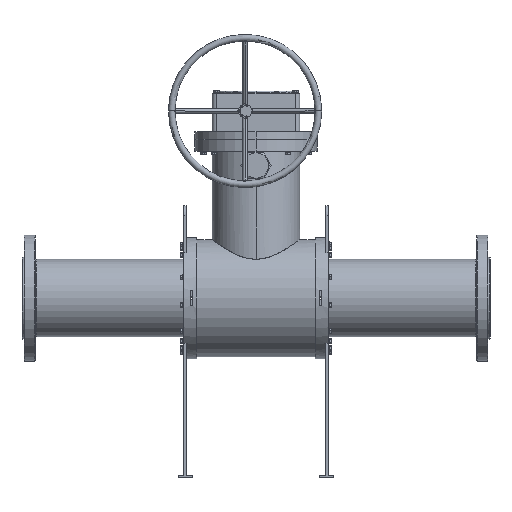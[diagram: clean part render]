
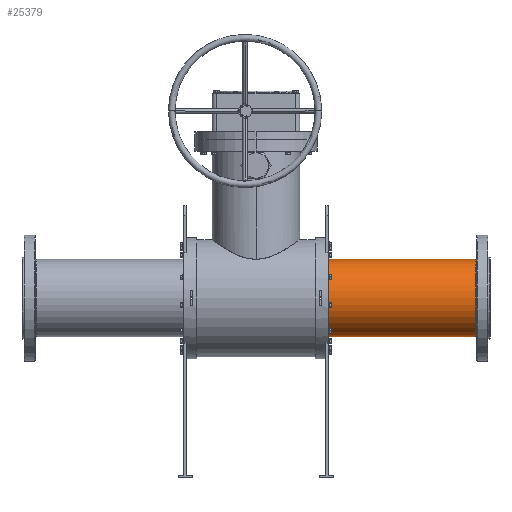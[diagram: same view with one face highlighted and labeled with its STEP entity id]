
A CAD part, top view. The second image highlights one B-rep face of the part: STEP entity #25379.
In plain terms, the highlighted cylindrical face has radius 177.5 mm (diameter 355 mm), a partial arc.
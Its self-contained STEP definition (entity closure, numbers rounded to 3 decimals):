
#262 = DIRECTION ( 'NONE',  ( -1., 0., 0. ) ) ;
#721 = VERTEX_POINT ( 'NONE', #4373 ) ;
#1620 = CARTESIAN_POINT ( 'NONE',  ( -1070., 177.5, 0. ) ) ;
#1937 = ORIENTED_EDGE ( 'NONE', *, *, #9280, .F. ) ;
#2125 = DIRECTION ( 'NONE',  ( 0., -1., 0. ) ) ;
#2770 = CARTESIAN_POINT ( 'NONE',  ( 330., 177.5, 0. ) ) ;
#3779 = VECTOR ( 'NONE', #23627, 1000. ) ;
#4373 = CARTESIAN_POINT ( 'NONE',  ( 1005., 177.5, 0. ) ) ;
#4438 = CARTESIAN_POINT ( 'NONE',  ( 1005., 0., 0. ) ) ;
#5128 = CIRCLE ( 'NONE', #20557, 177.5 ) ;
#5514 = AXIS2_PLACEMENT_3D ( 'NONE', #26211, #262, #2125 ) ;
#5774 = DIRECTION ( 'NONE',  ( 1., 0., 0. ) ) ;
#5867 = CIRCLE ( 'NONE', #27292, 177.5 ) ;
#5935 = ORIENTED_EDGE ( 'NONE', *, *, #14930, .T. ) ;
#6981 = DIRECTION ( 'NONE',  ( 0., 1., 0. ) ) ;
#7398 = EDGE_LOOP ( 'NONE', ( #24882, #24361, #5935, #1937 ) ) ;
#8014 = CARTESIAN_POINT ( 'NONE',  ( -1070., -177.5, 0. ) ) ;
#8064 = VERTEX_POINT ( 'NONE', #9034 ) ;
#9034 = CARTESIAN_POINT ( 'NONE',  ( 330., -177.5, 0. ) ) ;
#9112 = DIRECTION ( 'NONE',  ( -1., 0., 0. ) ) ;
#9280 = EDGE_CURVE ( 'NONE', #21752, #8064, #10150, .T. ) ;
#10150 = LINE ( 'NONE', #8014, #22406 ) ;
#12140 = LINE ( 'NONE', #1620, #3779 ) ;
#14024 = CARTESIAN_POINT ( 'NONE',  ( 1005., -177.5, 0. ) ) ;
#14442 = DIRECTION ( 'NONE',  ( 0., 0., -1. ) ) ;
#14493 = EDGE_CURVE ( 'NONE', #721, #27420, #12140, .T. ) ;
#14930 = EDGE_CURVE ( 'NONE', #27420, #8064, #5128, .T. ) ;
#16407 = DIRECTION ( 'NONE',  ( -1., 0., 0. ) ) ;
#17335 = FACE_OUTER_BOUND ( 'NONE', #7398, .T. ) ;
#19858 = EDGE_CURVE ( 'NONE', #21752, #721, #5867, .T. ) ;
#20557 = AXIS2_PLACEMENT_3D ( 'NONE', #25220, #5774, #14442 ) ;
#21752 = VERTEX_POINT ( 'NONE', #14024 ) ;
#22406 = VECTOR ( 'NONE', #16407, 1000. ) ;
#23627 = DIRECTION ( 'NONE',  ( -1., 0., 0. ) ) ;
#23716 = CYLINDRICAL_SURFACE ( 'NONE', #5514, 177.5 ) ;
#24361 = ORIENTED_EDGE ( 'NONE', *, *, #14493, .T. ) ;
#24882 = ORIENTED_EDGE ( 'NONE', *, *, #19858, .T. ) ;
#25220 = CARTESIAN_POINT ( 'NONE',  ( 330., 0., 0. ) ) ;
#25379 = ADVANCED_FACE ( 'NONE', ( #17335 ), #23716, .T. ) ;
#26211 = CARTESIAN_POINT ( 'NONE',  ( -1070., 0., 0. ) ) ;
#27292 = AXIS2_PLACEMENT_3D ( 'NONE', #4438, #9112, #6981 ) ;
#27420 = VERTEX_POINT ( 'NONE', #2770 ) ;
